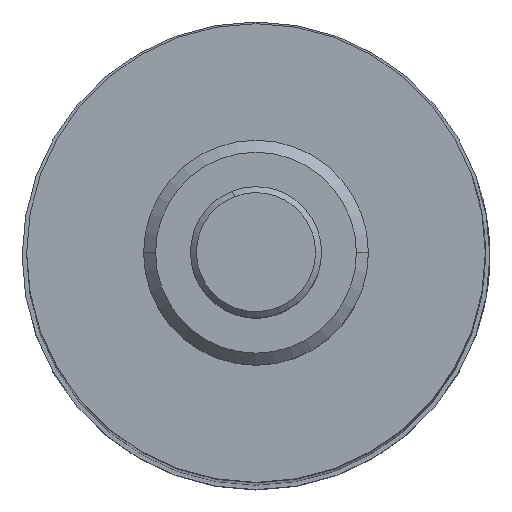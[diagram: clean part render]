
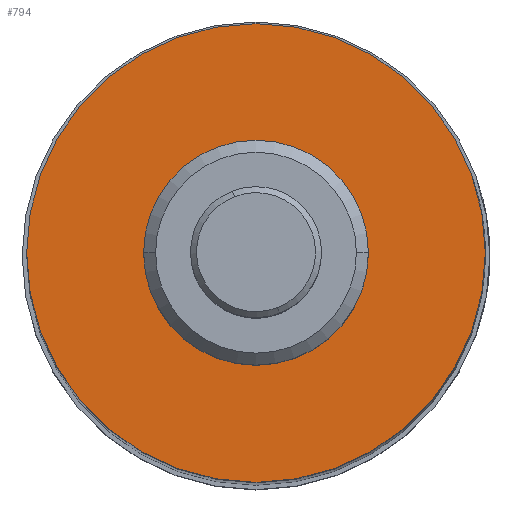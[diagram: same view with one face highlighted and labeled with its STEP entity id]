
A CAD part, top view. The second image highlights one B-rep face of the part: STEP entity #794.
In plain terms, the highlighted planar face has unit normal (0, 0, 1).
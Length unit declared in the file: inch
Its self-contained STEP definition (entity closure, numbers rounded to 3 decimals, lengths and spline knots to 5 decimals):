
#84 = VERTEX_POINT ( 'NONE', #1702 ) ;
#203 = DIRECTION ( 'NONE',  ( 1., 0., 0. ) ) ;
#207 = FACE_BOUND ( 'NONE', #1113, .T. ) ;
#214 = CARTESIAN_POINT ( 'NONE',  ( -0.765, 0., -0.88 ) ) ;
#253 = CIRCLE ( 'NONE', #775, 0.765 ) ;
#280 = CARTESIAN_POINT ( 'NONE',  ( 0.765, 0., -0.88 ) ) ;
#480 = ORIENTED_EDGE ( 'NONE', *, *, #1207, .T. ) ;
#551 = DIRECTION ( 'NONE',  ( 0., 0., -1. ) ) ;
#589 = VERTEX_POINT ( 'NONE', #214 ) ;
#605 = DIRECTION ( 'NONE',  ( 0., 0., 1. ) ) ;
#746 = ORIENTED_EDGE ( 'NONE', *, *, #1678, .F. ) ;
#754 = CARTESIAN_POINT ( 'NONE',  ( 0., 0., -0.88 ) ) ;
#775 = AXIS2_PLACEMENT_3D ( 'NONE', #2427, #1201, #2643 ) ;
#778 = EDGE_CURVE ( 'NONE', #1934, #84, #2399, .T. ) ;
#794 = ADVANCED_FACE ( 'NONE', ( #207, #1370 ), #1388, .F. ) ;
#963 = DIRECTION ( 'NONE',  ( 1., 0., 0. ) ) ;
#1068 = ORIENTED_EDGE ( 'NONE', *, *, #1686, .T. ) ;
#1088 = AXIS2_PLACEMENT_3D ( 'NONE', #1864, #605, #2062 ) ;
#1113 = EDGE_LOOP ( 'NONE', ( #1758, #746 ) ) ;
#1201 = DIRECTION ( 'NONE',  ( 0., 0., 1. ) ) ;
#1207 = EDGE_CURVE ( 'NONE', #589, #1776, #253, .T. ) ;
#1238 = AXIS2_PLACEMENT_3D ( 'NONE', #2684, #1453, #203 ) ;
#1273 = AXIS2_PLACEMENT_3D ( 'NONE', #754, #2196, #963 ) ;
#1370 = FACE_OUTER_BOUND ( 'NONE', #2006, .T. ) ;
#1388 = PLANE ( 'NONE',  #1833 ) ;
#1453 = DIRECTION ( 'NONE',  ( 0., 0., 1. ) ) ;
#1598 = CARTESIAN_POINT ( 'NONE',  ( 0., 0.373, -0.88 ) ) ;
#1678 = EDGE_CURVE ( 'NONE', #84, #1934, #2388, .T. ) ;
#1686 = EDGE_CURVE ( 'NONE', #1776, #589, #1852, .T. ) ;
#1702 = CARTESIAN_POINT ( 'NONE',  ( -0.373, 0., -0.88 ) ) ;
#1758 = ORIENTED_EDGE ( 'NONE', *, *, #778, .F. ) ;
#1776 = VERTEX_POINT ( 'NONE', #280 ) ;
#1825 = CARTESIAN_POINT ( 'NONE',  ( 0.373, 0., -0.88 ) ) ;
#1833 = AXIS2_PLACEMENT_3D ( 'NONE', #1598, #551, #2000 ) ;
#1852 = CIRCLE ( 'NONE', #1088, 0.765 ) ;
#1864 = CARTESIAN_POINT ( 'NONE',  ( 0., 0., -0.88 ) ) ;
#1934 = VERTEX_POINT ( 'NONE', #1825 ) ;
#2000 = DIRECTION ( 'NONE',  ( -1., 0., 0. ) ) ;
#2006 = EDGE_LOOP ( 'NONE', ( #1068, #480 ) ) ;
#2062 = DIRECTION ( 'NONE',  ( 1., 0., 0. ) ) ;
#2196 = DIRECTION ( 'NONE',  ( 0., 0., 1. ) ) ;
#2388 = CIRCLE ( 'NONE', #1238, 0.373 ) ;
#2399 = CIRCLE ( 'NONE', #1273, 0.373 ) ;
#2427 = CARTESIAN_POINT ( 'NONE',  ( 0., 0., -0.88 ) ) ;
#2643 = DIRECTION ( 'NONE',  ( 1., 0., 0. ) ) ;
#2684 = CARTESIAN_POINT ( 'NONE',  ( 0., 0., -0.88 ) ) ;
